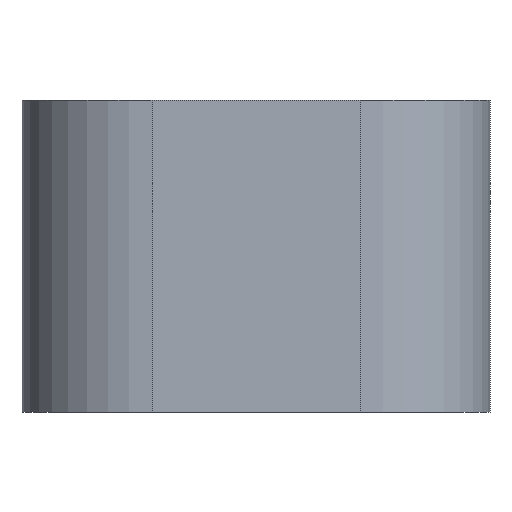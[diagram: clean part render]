
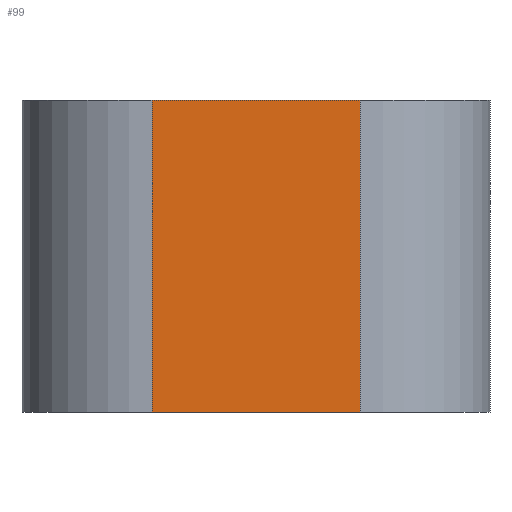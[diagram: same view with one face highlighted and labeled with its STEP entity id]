
A CAD part, left-side view. The second image highlights one B-rep face of the part: STEP entity #99.
In plain terms, the highlighted planar face has unit normal (-1, 0, 0).
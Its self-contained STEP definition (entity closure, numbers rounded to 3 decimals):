
#99 = ADVANCED_FACE( '', ( #226 ), #227, .F. );
#226 = FACE_OUTER_BOUND( '', #367, .T. );
#227 = PLANE( '', #368 );
#367 = EDGE_LOOP( '', ( #576, #577, #578, #579 ) );
#368 = AXIS2_PLACEMENT_3D( '', #580, #581, #582 );
#576 = ORIENTED_EDGE( '', *, *, #745, .T. );
#577 = ORIENTED_EDGE( '', *, *, #770, .F. );
#578 = ORIENTED_EDGE( '', *, *, #705, .F. );
#579 = ORIENTED_EDGE( '', *, *, #771, .T. );
#580 = CARTESIAN_POINT( '', ( -18.5, 4., 12. ) );
#581 = DIRECTION( '', ( 1., 0., 0. ) );
#582 = DIRECTION( '', ( 0., 0., -1. ) );
#705 = EDGE_CURVE( '', #815, #816, #817, .T. );
#745 = EDGE_CURVE( '', #883, #884, #885, .T. );
#770 = EDGE_CURVE( '', #816, #884, #921, .T. );
#771 = EDGE_CURVE( '', #815, #883, #922, .T. );
#815 = VERTEX_POINT( '', #970 );
#816 = VERTEX_POINT( '', #971 );
#817 = LINE( '', #972, #973 );
#883 = VERTEX_POINT( '', #1049 );
#884 = VERTEX_POINT( '', #1050 );
#885 = LINE( '', #1051, #1052 );
#921 = LINE( '', #1094, #1095 );
#922 = LINE( '', #1096, #1097 );
#970 = CARTESIAN_POINT( '', ( -18.5, 4., 12. ) );
#971 = CARTESIAN_POINT( '', ( -18.5, -4., 12. ) );
#972 = CARTESIAN_POINT( '', ( -18.5, 4., 12. ) );
#973 = VECTOR( '', #1151, 1000. );
#1049 = CARTESIAN_POINT( '', ( -18.5, 4., 0. ) );
#1050 = CARTESIAN_POINT( '', ( -18.5, -4., 0. ) );
#1051 = CARTESIAN_POINT( '', ( -18.5, 4., 0. ) );
#1052 = VECTOR( '', #1222, 1000. );
#1094 = CARTESIAN_POINT( '', ( -18.5, -4., 12. ) );
#1095 = VECTOR( '', #1256, 1000. );
#1096 = CARTESIAN_POINT( '', ( -18.5, 4., 12. ) );
#1097 = VECTOR( '', #1257, 1000. );
#1151 = DIRECTION( '', ( 0., -1., 0. ) );
#1222 = DIRECTION( '', ( 0., -1., 0. ) );
#1256 = DIRECTION( '', ( 0., 0., -1. ) );
#1257 = DIRECTION( '', ( 0., 0., -1. ) );
